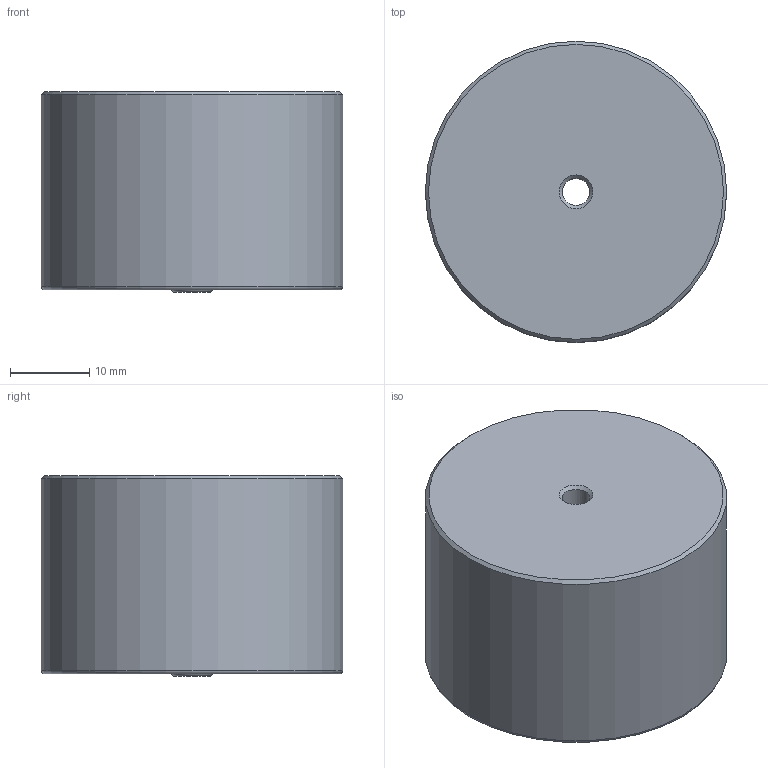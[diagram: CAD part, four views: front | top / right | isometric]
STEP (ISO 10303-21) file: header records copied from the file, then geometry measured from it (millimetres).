
FILE_DESCRIPTION(/* description */ (''),/* implementation_level */ '2;1');
FILE_NAME(/* name */ 'guitar_foot_riser_x4 v4.step',/* time_stamp */ '2026-02-03T16:31:21-05:00',/* author */ (''),/* organization */ (''),/* preprocessor_version */ 'ST-DEVELOPER v20.1',/* originating_system */ 'Autodesk Translation Framework v14.24.0.0',/* authorisation */ '');
FILE_SCHEMA (('AUTOMOTIVE_DESIGN { 1 0 10303 214 3 1 1 }'));
Length unit declared in the file: millimetre
Products named in the file (1): guitar_foot_riser_x4
Bounding box: 38 x 38 x 25.3 mm (x, y, z)
Volume: 28107.2 mm3; surface area: 5457.3 mm2
Topology: 1 solids, 1 shells, 8 faces, 15 edges, 9 vertices
Faces by surface type: cone 2, plane 2, cylinder 2, torus 2
Full cylindrical faces by diameter (mm): 3.45 x1, 38 x1
Entity records: 243 total; most frequent: DIRECTION 44, CARTESIAN_POINT 33, ORIENTED_EDGE 30, AXIS2_PLACEMENT_3D 20, EDGE_CURVE 15, CIRCLE 11, EDGE_LOOP 10, VERTEX_POINT 9
